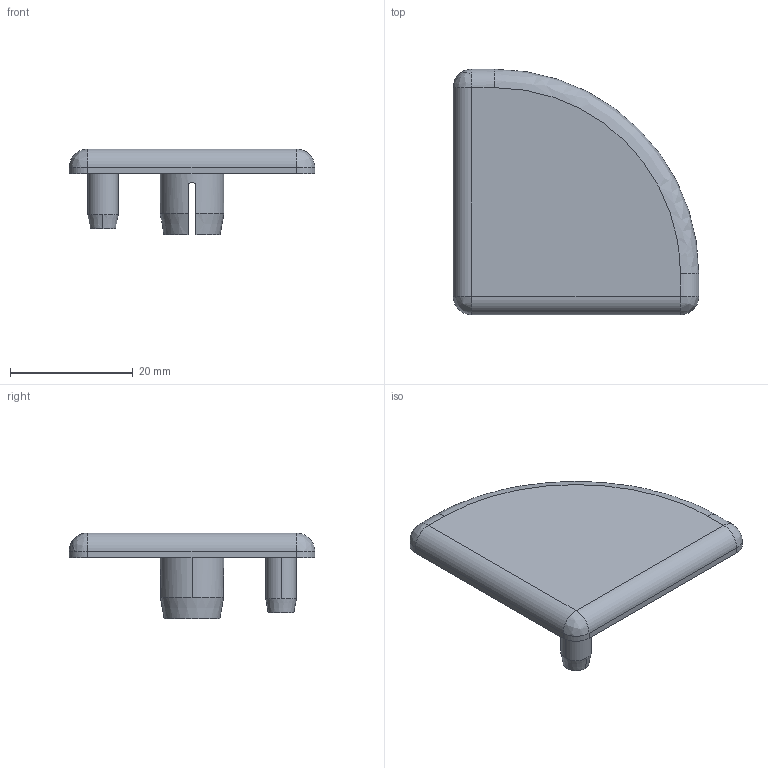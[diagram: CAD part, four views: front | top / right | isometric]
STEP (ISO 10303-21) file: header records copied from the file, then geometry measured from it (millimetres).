
FILE_DESCRIPTION (( 'STEP AP203' ), '1' );
FILE_NAME ('411548784.STEP', '2022-08-28T15:58:08', ( '' ), ( '' ), 'SwSTEP 2.0', 'SolidWorks 2014', '' );
FILE_SCHEMA (( 'CONFIG_CONTROL_DESIGN' ));
Length unit declared in the file: millimetre
Products named in the file (1): 411548784
Bounding box: 40 x 40 x 14 mm (x, y, z)
Volume: 4852.4 mm3; surface area: 3931.5 mm2
Topology: 1 solids, 1 shells, 53 faces, 135 edges, 85 vertices
Faces by surface type: cylinder 22, plane 21, bspline 5, cone 5
Entity records: 1754 total; most frequent: CARTESIAN_POINT 402, DIRECTION 273, ORIENTED_EDGE 266, EDGE_CURVE 133, AXIS2_PLACEMENT_3D 104, VERTEX_POINT 85, VECTOR 65, LINE 65
